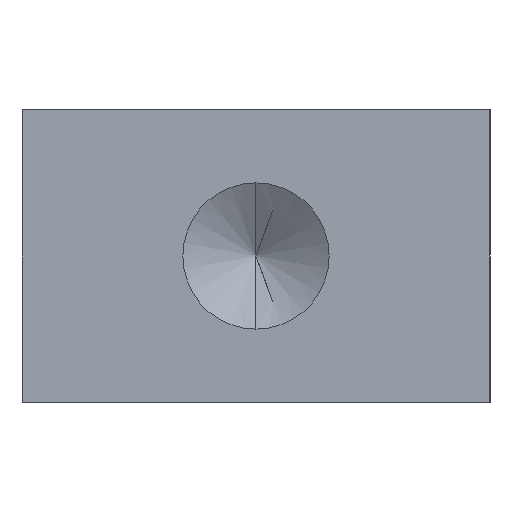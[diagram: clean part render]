
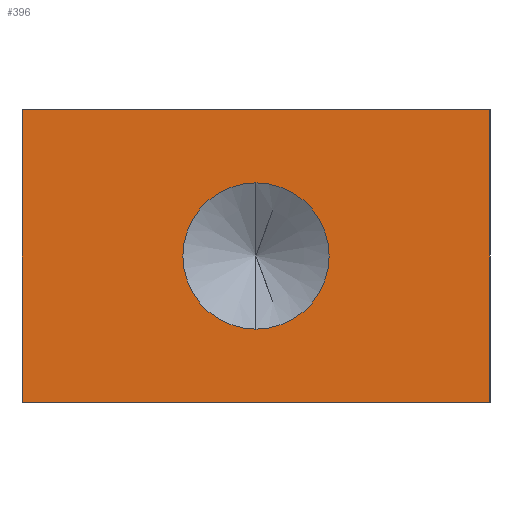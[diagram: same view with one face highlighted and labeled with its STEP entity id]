
A CAD part, left-side view. The second image highlights one B-rep face of the part: STEP entity #396.
In plain terms, the highlighted planar face has unit normal (-1, 0, 0).
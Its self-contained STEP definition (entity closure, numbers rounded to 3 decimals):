
#11 = EDGE_CURVE ( 'NONE', #753, #535, #192, .T. ) ;
#18 = EDGE_CURVE ( 'NONE', #261, #535, #248, .T. ) ;
#22 = ORIENTED_EDGE ( 'NONE', *, *, #152, .F. ) ;
#46 = VECTOR ( 'NONE', #728, 1000. ) ;
#52 = CARTESIAN_POINT ( 'NONE',  ( -62.5, 4., 2.5 ) ) ;
#57 = DIRECTION ( 'NONE',  ( 1., 0., 0. ) ) ;
#60 = VERTEX_POINT ( 'NONE', #73 ) ;
#70 = ORIENTED_EDGE ( 'NONE', *, *, #741, .F. ) ;
#73 = CARTESIAN_POINT ( 'NONE',  ( -62.5, 4., -2.5 ) ) ;
#77 = CARTESIAN_POINT ( 'NONE',  ( -62.5, -4., 2.5 ) ) ;
#101 = EDGE_CURVE ( 'NONE', #60, #753, #259, .T. ) ;
#115 = FACE_BOUND ( 'NONE', #236, .T. ) ;
#141 = CARTESIAN_POINT ( 'NONE',  ( -62.5, -4., 2.5 ) ) ;
#142 = DIRECTION ( 'NONE',  ( 0., -1., 0. ) ) ;
#152 = EDGE_CURVE ( 'NONE', #726, #582, #466, .T. ) ;
#181 = EDGE_LOOP ( 'NONE', ( #350, #293, #422, #296 ) ) ;
#192 = LINE ( 'NONE', #77, #46 ) ;
#226 = DIRECTION ( 'NONE',  ( 0., 0., 1. ) ) ;
#236 = EDGE_LOOP ( 'NONE', ( #70, #22 ) ) ;
#248 = LINE ( 'NONE', #420, #399 ) ;
#255 = CIRCLE ( 'NONE', #683, 1.25 ) ;
#259 = LINE ( 'NONE', #662, #670 ) ;
#261 = VERTEX_POINT ( 'NONE', #52 ) ;
#272 = CARTESIAN_POINT ( 'NONE',  ( -62.5, 0., 0. ) ) ;
#283 = EDGE_CURVE ( 'NONE', #60, #261, #514, .T. ) ;
#290 = DIRECTION ( 'NONE',  ( 0., 0., -1. ) ) ;
#293 = ORIENTED_EDGE ( 'NONE', *, *, #18, .F. ) ;
#296 = ORIENTED_EDGE ( 'NONE', *, *, #101, .T. ) ;
#341 = CARTESIAN_POINT ( 'NONE',  ( -62.5, 4., 2.5 ) ) ;
#350 = ORIENTED_EDGE ( 'NONE', *, *, #11, .T. ) ;
#396 = ADVANCED_FACE ( 'NONE', ( #115, #398 ), #635, .F. ) ;
#398 = FACE_OUTER_BOUND ( 'NONE', #181, .T. ) ;
#399 = VECTOR ( 'NONE', #672, 1000. ) ;
#420 = CARTESIAN_POINT ( 'NONE',  ( -62.5, 4., 2.5 ) ) ;
#422 = ORIENTED_EDGE ( 'NONE', *, *, #283, .F. ) ;
#441 = DIRECTION ( 'NONE',  ( -1., 0., 0. ) ) ;
#449 = DIRECTION ( 'NONE',  ( 0., 0., 1. ) ) ;
#462 = CARTESIAN_POINT ( 'NONE',  ( -62.5, 4., 2.5 ) ) ;
#466 = CIRCLE ( 'NONE', #531, 1.25 ) ;
#509 = CARTESIAN_POINT ( 'NONE',  ( -62.5, 0., 0. ) ) ;
#514 = LINE ( 'NONE', #341, #646 ) ;
#531 = AXIS2_PLACEMENT_3D ( 'NONE', #509, #441, #449 ) ;
#535 = VERTEX_POINT ( 'NONE', #141 ) ;
#558 = CARTESIAN_POINT ( 'NONE',  ( -62.5, 0., 1.25 ) ) ;
#563 = CARTESIAN_POINT ( 'NONE',  ( -62.5, 0., -1.25 ) ) ;
#576 = AXIS2_PLACEMENT_3D ( 'NONE', #462, #57, #290 ) ;
#582 = VERTEX_POINT ( 'NONE', #558 ) ;
#635 = PLANE ( 'NONE',  #576 ) ;
#646 = VECTOR ( 'NONE', #226, 1000. ) ;
#662 = CARTESIAN_POINT ( 'NONE',  ( -62.5, 4., -2.5 ) ) ;
#670 = VECTOR ( 'NONE', #142, 1000. ) ;
#672 = DIRECTION ( 'NONE',  ( 0., -1., 0. ) ) ;
#677 = DIRECTION ( 'NONE',  ( 0., 0., 1. ) ) ;
#680 = CARTESIAN_POINT ( 'NONE',  ( -62.5, -4., -2.5 ) ) ;
#683 = AXIS2_PLACEMENT_3D ( 'NONE', #272, #729, #677 ) ;
#726 = VERTEX_POINT ( 'NONE', #563 ) ;
#728 = DIRECTION ( 'NONE',  ( 0., 0., 1. ) ) ;
#729 = DIRECTION ( 'NONE',  ( -1., 0., 0. ) ) ;
#741 = EDGE_CURVE ( 'NONE', #582, #726, #255, .T. ) ;
#753 = VERTEX_POINT ( 'NONE', #680 ) ;
